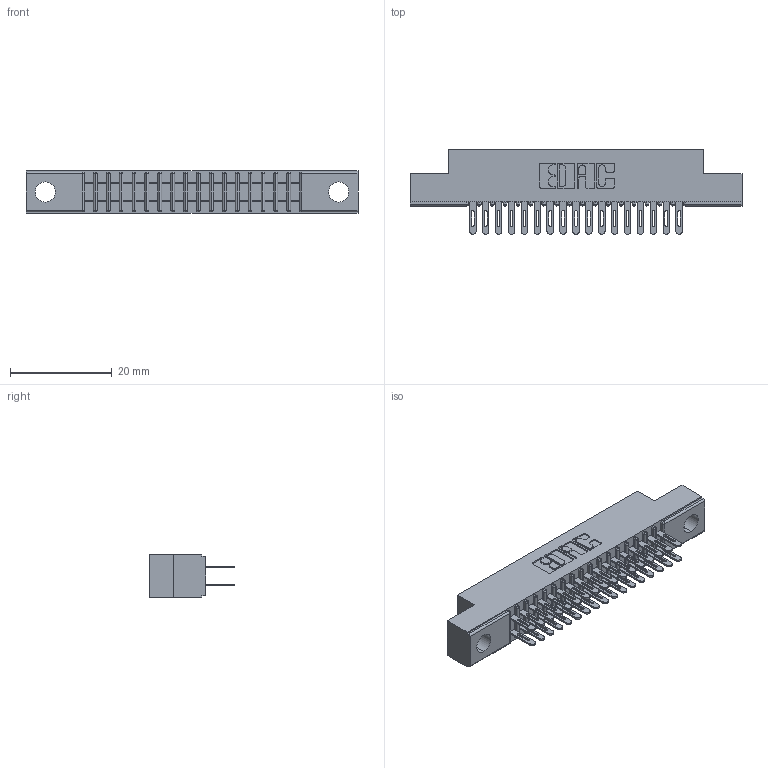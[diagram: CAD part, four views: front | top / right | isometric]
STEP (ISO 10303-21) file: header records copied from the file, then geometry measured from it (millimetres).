
FILE_DESCRIPTION (( 'STEP AP203' ), '1' );
FILE_NAME ('341-034-500-204.STEP', '2018-08-06T21:29:49', ( '' ), ( '' ), 'SwSTEP 2.0', 'SolidWorks 2016', '' );
FILE_SCHEMA (( 'CONFIG_CONTROL_DESIGN' ));
Length unit declared in the file: inch
Products named in the file (3): 341-034-500-204; 341 Part_.156 (3.96) Dia Mounting Holes; 341-292-001_341-292-100
Assembly tree (35 placements, depth 2):
  341-034-500-204
    341 Part_.156 (3.96) Dia Mounting Holes
    341-292-001_341-292-100  x34
Bounding box: 65.41 x 16.69 x 8.38 mm (x, y, z)
Volume: 3675.2 mm3; surface area: 7535.7 mm2
Topology: 35 solids, 35 shells, 2374 faces, 6863 edges, 4446 vertices
Faces by surface type: plane 1374, cylinder 932, sphere 36, torus 32
Entity records: 24330 total; most frequent: CARTESIAN_POINT 4049, ORIENTED_EDGE 4018, DIRECTION 3943, EDGE_CURVE 2009, LINE 1599, VECTOR 1599, VERTEX_POINT 1278, AXIS2_PLACEMENT_3D 1172
